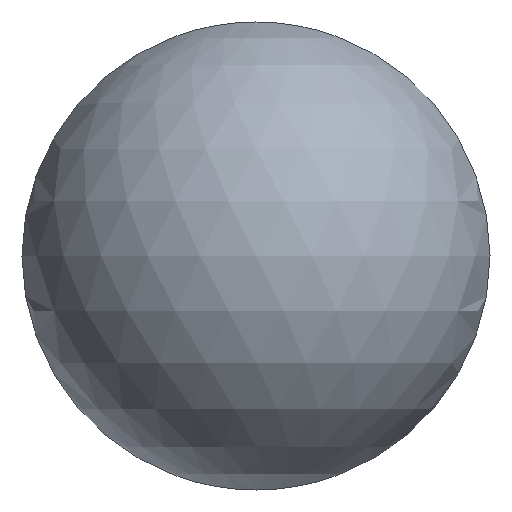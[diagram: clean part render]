
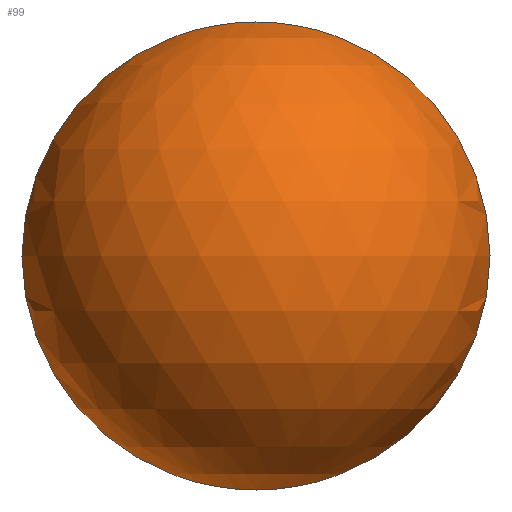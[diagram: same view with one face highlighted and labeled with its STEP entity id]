
A CAD part, left-side view. The second image highlights one B-rep face of the part: STEP entity #99.
In plain terms, the highlighted spherical face has radius 4.645 mm.
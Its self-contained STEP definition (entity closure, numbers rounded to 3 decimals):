
#14=SPHERICAL_SURFACE('',#120,4.645);
#32=FACE_OUTER_BOUND('',#44,.T.);
#44=EDGE_LOOP('',(#79));
#54=CIRCLE('',#121,4.6);
#61=VERTEX_POINT('',#174);
#68=EDGE_CURVE('',#61,#61,#54,.T.);
#79=ORIENTED_EDGE('',*,*,#68,.F.);
#99=ADVANCED_FACE('',(#32),#14,.T.);
#120=AXIS2_PLACEMENT_3D('',#173,#147,#148);
#121=AXIS2_PLACEMENT_3D('',#175,#149,#150);
#147=DIRECTION('center_axis',(0.,0.,1.));
#148=DIRECTION('ref_axis',(1.,0.,0.));
#149=DIRECTION('center_axis',(1.,0.,0.));
#150=DIRECTION('ref_axis',(0.,0.,-1.));
#173=CARTESIAN_POINT('Origin',(-11.355,0.,0.));
#174=CARTESIAN_POINT('',(-12.,4.6,0.));
#175=CARTESIAN_POINT('Origin',(-12.,0.,0.));
